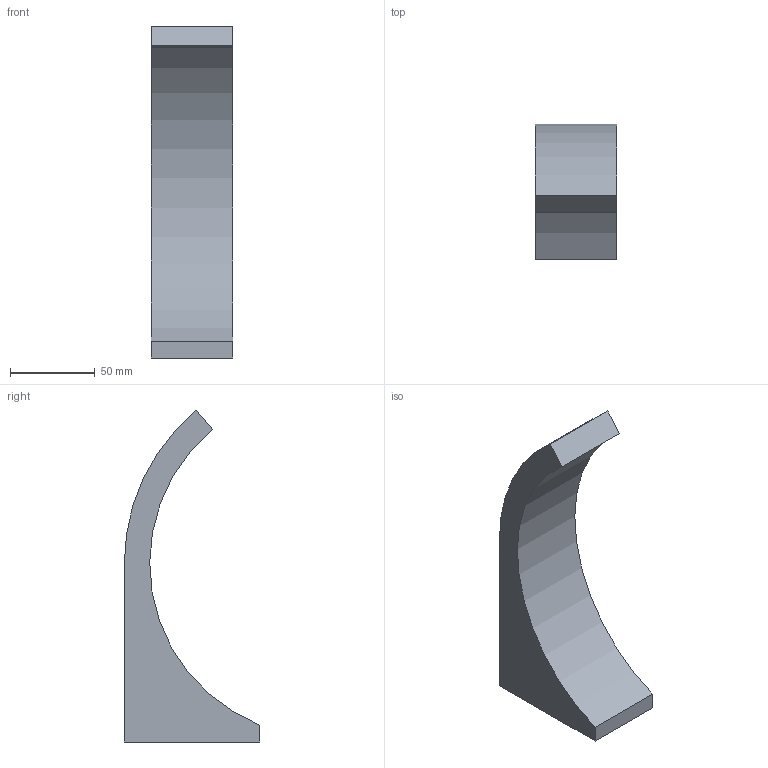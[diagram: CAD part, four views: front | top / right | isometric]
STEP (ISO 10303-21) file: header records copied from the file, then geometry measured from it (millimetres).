
FILE_DESCRIPTION (( 'STEP AP214' ), '1' );
FILE_NAME ('13805811.STEP', '2020-06-29T07:28:34', ( '' ), ( '' ), 'SwSTEP 2.0', 'SolidWorks 2017', '' );
FILE_SCHEMA (( 'AUTOMOTIVE_DESIGN' ));
Length unit declared in the file: millimetre
Products named in the file (2): 13805811; Planungsmodell_Auslauf-+-09.11.81.100.90-1
Assembly tree (1 placements, depth 2):
  13805811
    Planungsmodell_Auslauf-+-09.11.81.100.90-1
Bounding box: 48 x 80 x 196.19 mm (x, y, z)
Volume: 259044.2 mm3; surface area: 36098.7 mm2
Topology: 1 solids, 1 shells, 9 faces, 21 edges, 14 vertices
Faces by surface type: plane 7, cylinder 2
Entity records: 325 total; most frequent: DIRECTION 51, CARTESIAN_POINT 48, ORIENTED_EDGE 42, EDGE_CURVE 21, LINE 17, AXIS2_PLACEMENT_3D 17, VECTOR 17, VERTEX_POINT 14
